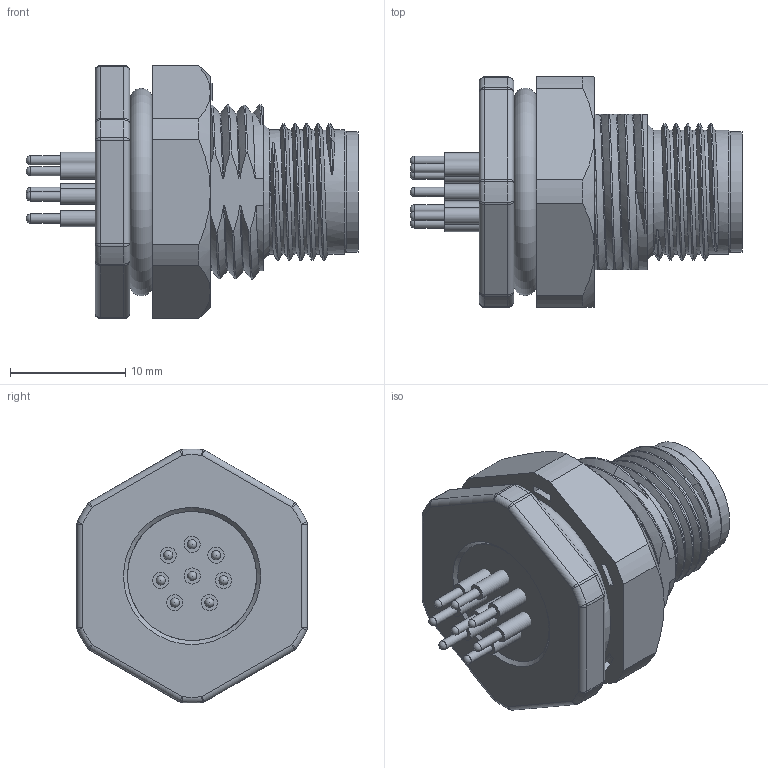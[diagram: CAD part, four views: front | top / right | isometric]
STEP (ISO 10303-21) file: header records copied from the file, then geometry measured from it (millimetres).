
FILE_DESCRIPTION(/* description */ ('Unknown'),/* implementation_level */ '2;1');
FILE_NAME(/* name */ '643210100608',/* time_stamp */ '2022-09-19T09:17:33+02:00',/* author */ ('Unknown'),/* organization */ ('Unknown'),/* preprocessor_version */ 'ST-DEVELOPER v16.7',/* originating_system */ 'Solid Edge',/* authorisation */ 'Unknown');
FILE_SCHEMA (('AUTOMOTIVE_DESIGN {1 0 10303 214 3 1 1}'));
Length unit declared in the file: millimetre
Products named in the file (7): 6432101006xx; 643110100408; 6432101006xx_Shell; 643210100408_Pin; 6432101004xx_Resin; 643xx01004xx_Panel O-Ring; 6432x01006xx_Panel Nut
Assembly tree (13 placements, depth 2):
  6432101006xx
    643110100408
    6432101006xx_Shell
    643210100408_Pin  x8
    6432101004xx_Resin
    643xx01004xx_Panel O-Ring
    6432x01006xx_Panel Nut
Bounding box: 28.8 x 20.01 x 22.02 mm (x, y, z)
Volume: 4255.9 mm3; surface area: 6434.8 mm2
Topology: 13 solids, 13 shells, 835 faces, 2010 edges, 1289 vertices
Faces by surface type: plane 370, cylinder 238, cone 68, bspline 66, torus 61, sphere 32
Full cylindrical faces by diameter (mm): 0.8 x24, 1.1 x8, 1.2 x8, 1.26 x32, 1.39 x24, 1.4 x8, 1.56 x16, 8.3 x1, 9.34 x1, 9.44 x1, 9.5 x1, 9.55 x1, 10.45 x1, 10.76 x5, 11.2 x1, 15.24 x2
Entity records: 22804 total; most frequent: CARTESIAN_POINT 8376, ORIENTED_EDGE 2952, DIRECTION 2780, EDGE_CURVE 1476, VERTEX_POINT 999, AXIS2_PLACEMENT_3D 978, LINE 824, VECTOR 824
